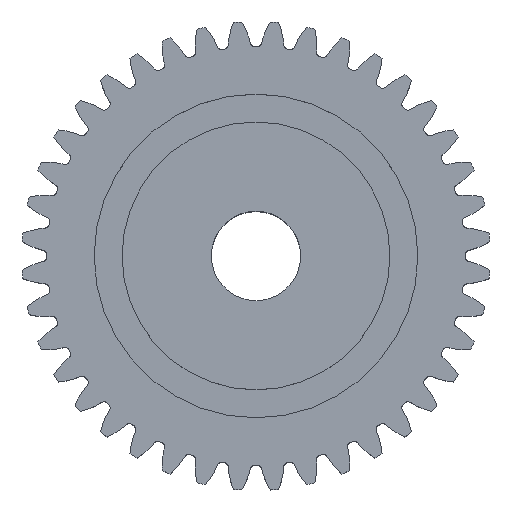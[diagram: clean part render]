
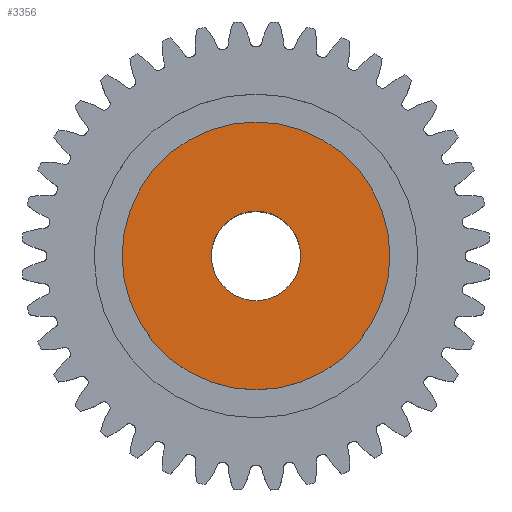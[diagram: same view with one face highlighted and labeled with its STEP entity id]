
A CAD part, top view. The second image highlights one B-rep face of the part: STEP entity #3356.
In plain terms, the highlighted planar face has unit normal (0, 0, 1).
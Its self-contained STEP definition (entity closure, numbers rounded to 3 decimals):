
#3193 = VERTEX_POINT ( 'NONE', #6635 ) ;
#3200 = VERTEX_POINT ( 'NONE', #6659 ) ;
#3202 = EDGE_CURVE ( 'NONE', #3193, #3200, #6666, .T. ) ;
#3339 = EDGE_LOOP ( 'NONE', ( #3359, #3350 ) ) ;
#3345 = EDGE_LOOP ( 'NONE', ( #3682, #3622 ) ) ;
#3350 = ORIENTED_EDGE ( 'NONE', *, *, #3202, .F. ) ;
#3356 = ADVANCED_FACE ( 'NONE', ( #7165, #7096 ), #7095, .T. ) ;
#3358 = EDGE_CURVE ( 'NONE', #4101, #4164, #7161, .T. ) ;
#3359 = ORIENTED_EDGE ( 'NONE', *, *, #3365, .F. ) ;
#3365 = EDGE_CURVE ( 'NONE', #3200, #3193, #7155, .T. ) ;
#3622 = ORIENTED_EDGE ( 'NONE', *, *, #4099, .T. ) ;
#3682 = ORIENTED_EDGE ( 'NONE', *, *, #3358, .T. ) ;
#4099 = EDGE_CURVE ( 'NONE', #4164, #4101, #8923, .T. ) ;
#4101 = VERTEX_POINT ( 'NONE', #8787 ) ;
#4164 = VERTEX_POINT ( 'NONE', #9085 ) ;
#6635 = CARTESIAN_POINT ( 'NONE',  ( -2., 0., 3. ) ) ;
#6650 = DIRECTION ( 'NONE',  ( 1., 0., 0. ) ) ;
#6651 = DIRECTION ( 'NONE',  ( 0., 0., 1. ) ) ;
#6652 = CARTESIAN_POINT ( 'NONE',  ( 0., 0., 3. ) ) ;
#6654 = AXIS2_PLACEMENT_3D ( 'NONE', #6652, #6651, #6650 ) ;
#6659 = CARTESIAN_POINT ( 'NONE',  ( 2., 0., 3. ) ) ;
#6666 = CIRCLE ( 'NONE', #6654, 2. ) ;
#7095 = PLANE ( 'NONE',  #7162 ) ;
#7096 = FACE_OUTER_BOUND ( 'NONE', #3345, .T. ) ;
#7142 = AXIS2_PLACEMENT_3D ( 'NONE', #7191, #7190, #7189 ) ;
#7150 = DIRECTION ( 'NONE',  ( 1., 0., 0. ) ) ;
#7151 = DIRECTION ( 'NONE',  ( 0., 0., 1. ) ) ;
#7152 = CARTESIAN_POINT ( 'NONE',  ( 0., 0., 3. ) ) ;
#7153 = AXIS2_PLACEMENT_3D ( 'NONE', #7152, #7151, #7150 ) ;
#7155 = CIRCLE ( 'NONE', #7142, 2. ) ;
#7157 = DIRECTION ( 'NONE',  ( 1., 0., 0. ) ) ;
#7160 = CARTESIAN_POINT ( 'NONE',  ( 0., 0., 3. ) ) ;
#7161 = CIRCLE ( 'NONE', #7153, 6. ) ;
#7162 = AXIS2_PLACEMENT_3D ( 'NONE', #7160, #7163, #7157 ) ;
#7163 = DIRECTION ( 'NONE',  ( 0., 0., 1. ) ) ;
#7165 = FACE_BOUND ( 'NONE', #3339, .T. ) ;
#7189 = DIRECTION ( 'NONE',  ( 1., 0., 0. ) ) ;
#7190 = DIRECTION ( 'NONE',  ( 0., 0., 1. ) ) ;
#7191 = CARTESIAN_POINT ( 'NONE',  ( 0., 0., 3. ) ) ;
#8784 = DIRECTION ( 'NONE',  ( 1., 0., 0. ) ) ;
#8787 = CARTESIAN_POINT ( 'NONE',  ( -6., 0., 3. ) ) ;
#8788 = DIRECTION ( 'NONE',  ( 0., 0., 1. ) ) ;
#8798 = CARTESIAN_POINT ( 'NONE',  ( 0., 0., 3. ) ) ;
#8923 = CIRCLE ( 'NONE', #8935, 6. ) ;
#8935 = AXIS2_PLACEMENT_3D ( 'NONE', #8798, #8788, #8784 ) ;
#9085 = CARTESIAN_POINT ( 'NONE',  ( 6., 0., 3. ) ) ;
